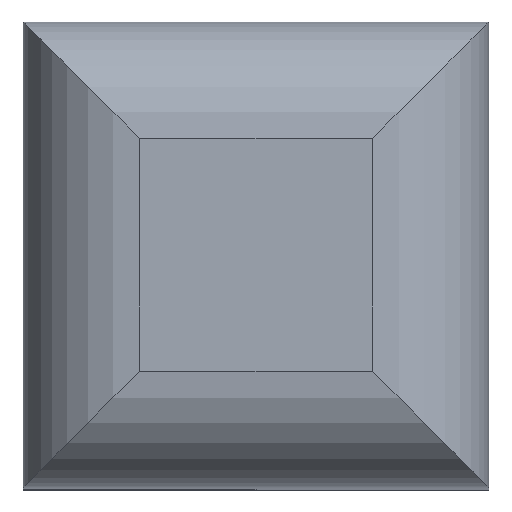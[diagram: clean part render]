
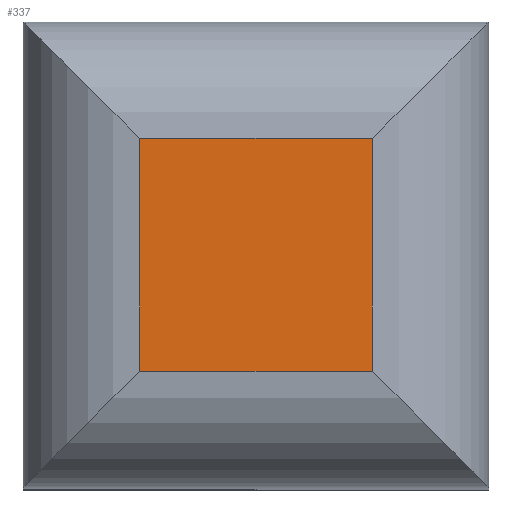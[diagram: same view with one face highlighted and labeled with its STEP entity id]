
A CAD part, top view. The second image highlights one B-rep face of the part: STEP entity #337.
In plain terms, the highlighted planar face has unit normal (0, 0, 1).
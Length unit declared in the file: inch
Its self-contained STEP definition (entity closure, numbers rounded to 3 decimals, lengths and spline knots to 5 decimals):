
#19=PLANE('',#367);
#39=FACE_OUTER_BOUND('',#59,.T.);
#59=EDGE_LOOP('',(#281,#282,#283,#284));
#92=LINE('',#518,#130);
#93=LINE('',#523,#131);
#95=LINE('',#529,#133);
#98=LINE('',#535,#136);
#130=VECTOR('',#418,0.375);
#131=VECTOR('',#425,0.375);
#133=VECTOR('',#431,0.375);
#136=VECTOR('',#438,0.375);
#166=VERTEX_POINT('',#516);
#167=VERTEX_POINT('',#517);
#168=VERTEX_POINT('',#522);
#170=VERTEX_POINT('',#528);
#200=EDGE_CURVE('',#166,#167,#92,.T.);
#203=EDGE_CURVE('',#167,#168,#93,.T.);
#206=EDGE_CURVE('',#168,#170,#95,.T.);
#210=EDGE_CURVE('',#170,#166,#98,.T.);
#281=ORIENTED_EDGE('',*,*,#200,.F.);
#282=ORIENTED_EDGE('',*,*,#210,.F.);
#283=ORIENTED_EDGE('',*,*,#206,.F.);
#284=ORIENTED_EDGE('',*,*,#203,.F.);
#337=ADVANCED_FACE('',(#39),#19,.T.);
#367=AXIS2_PLACEMENT_3D('',#546,#446,#447);
#418=DIRECTION('',(-1.,0.,0.));
#425=DIRECTION('',(0.,1.,0.));
#431=DIRECTION('',(1.,0.,0.));
#438=DIRECTION('',(0.,-1.,0.));
#446=DIRECTION('center_axis',(0.,0.,1.));
#447=DIRECTION('ref_axis',(1.,0.,0.));
#516=CARTESIAN_POINT('',(0.5625,0.1875,2.25));
#517=CARTESIAN_POINT('',(0.1875,0.1875,2.25));
#518=CARTESIAN_POINT('',(0.1875,0.1875,2.25));
#522=CARTESIAN_POINT('',(0.1875,0.5625,2.25));
#523=CARTESIAN_POINT('',(0.1875,0.5625,2.25));
#528=CARTESIAN_POINT('',(0.5625,0.5625,2.25));
#529=CARTESIAN_POINT('',(0.5625,0.5625,2.25));
#535=CARTESIAN_POINT('',(0.5625,0.1875,2.25));
#546=CARTESIAN_POINT('Origin',(0.375,0.375,2.25));
